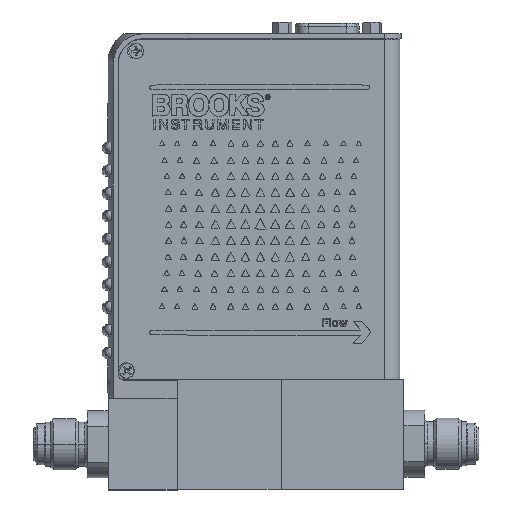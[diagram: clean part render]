
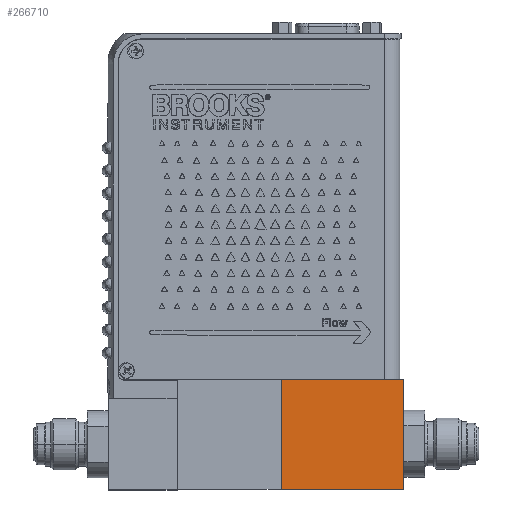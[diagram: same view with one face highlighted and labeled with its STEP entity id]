
A CAD part, top view. The second image highlights one B-rep face of the part: STEP entity #266710.
In plain terms, the highlighted planar face has unit normal (0, 0, 1).
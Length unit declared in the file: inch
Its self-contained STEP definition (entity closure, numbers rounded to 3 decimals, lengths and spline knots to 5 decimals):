
#2195 = EDGE_CURVE ( 'NONE', #49105, #61578, #269529, .T. ) ;
#6279 = DIRECTION ( 'NONE',  ( 0., 0., -1. ) ) ;
#7151 = ORIENTED_EDGE ( 'NONE', *, *, #143660, .T. ) ;
#13559 = VECTOR ( 'NONE', #79525, 39.37008 ) ;
#22751 = ORIENTED_EDGE ( 'NONE', *, *, #2195, .F. ) ;
#24897 = VECTOR ( 'NONE', #287916, 39.37008 ) ;
#32999 = DIRECTION ( 'NONE',  ( 1., 0., 0. ) ) ;
#49105 = VERTEX_POINT ( 'NONE', #122123 ) ;
#52229 = DIRECTION ( 'NONE',  ( 0., -1., 0. ) ) ;
#52966 = VERTEX_POINT ( 'NONE', #261834 ) ;
#56152 = CARTESIAN_POINT ( 'NONE',  ( 3.87437, 1.7194, 1.67608 ) ) ;
#61578 = VERTEX_POINT ( 'NONE', #56152 ) ;
#76152 = CARTESIAN_POINT ( 'NONE',  ( 2.52937, 0.5124, 1.67608 ) ) ;
#79525 = DIRECTION ( 'NONE',  ( 0., -1., 0. ) ) ;
#103246 = LINE ( 'NONE', #152126, #13559 ) ;
#108587 = VECTOR ( 'NONE', #134334, 39.37008 ) ;
#122123 = CARTESIAN_POINT ( 'NONE',  ( 2.52937, 1.7194, 1.67608 ) ) ;
#134334 = DIRECTION ( 'NONE',  ( 1., 0., 0. ) ) ;
#136997 = PLANE ( 'NONE',  #262942 ) ;
#137261 = CARTESIAN_POINT ( 'NONE',  ( 2.52937, 1.7194, 1.67608 ) ) ;
#143660 = EDGE_CURVE ( 'NONE', #248430, #52966, #211304, .T. ) ;
#152126 = CARTESIAN_POINT ( 'NONE',  ( 3.87437, 1.7194, 1.67608 ) ) ;
#158475 = EDGE_CURVE ( 'NONE', #49105, #248430, #197341, .T. ) ;
#186146 = ORIENTED_EDGE ( 'NONE', *, *, #199263, .F. ) ;
#197341 = LINE ( 'NONE', #264194, #24897 ) ;
#199263 = EDGE_CURVE ( 'NONE', #61578, #52966, #103246, .T. ) ;
#200935 = FACE_OUTER_BOUND ( 'NONE', #220848, .T. ) ;
#204640 = CARTESIAN_POINT ( 'NONE',  ( 2.52937, 0.5124, 1.67608 ) ) ;
#209710 = CARTESIAN_POINT ( 'NONE',  ( 2.52937, 1.7194, 1.67608 ) ) ;
#211304 = LINE ( 'NONE', #76152, #285892 ) ;
#220848 = EDGE_LOOP ( 'NONE', ( #7151, #186146, #22751, #276587 ) ) ;
#248430 = VERTEX_POINT ( 'NONE', #204640 ) ;
#261834 = CARTESIAN_POINT ( 'NONE',  ( 3.87437, 0.5124, 1.67608 ) ) ;
#262942 = AXIS2_PLACEMENT_3D ( 'NONE', #209710, #6279, #52229 ) ;
#264194 = CARTESIAN_POINT ( 'NONE',  ( 2.52937, 1.7194, 1.67608 ) ) ;
#266710 = ADVANCED_FACE ( 'NONE', ( #200935 ), #136997, .F. ) ;
#269529 = LINE ( 'NONE', #137261, #108587 ) ;
#276587 = ORIENTED_EDGE ( 'NONE', *, *, #158475, .T. ) ;
#285892 = VECTOR ( 'NONE', #32999, 39.37008 ) ;
#287916 = DIRECTION ( 'NONE',  ( 0., -1., 0. ) ) ;
